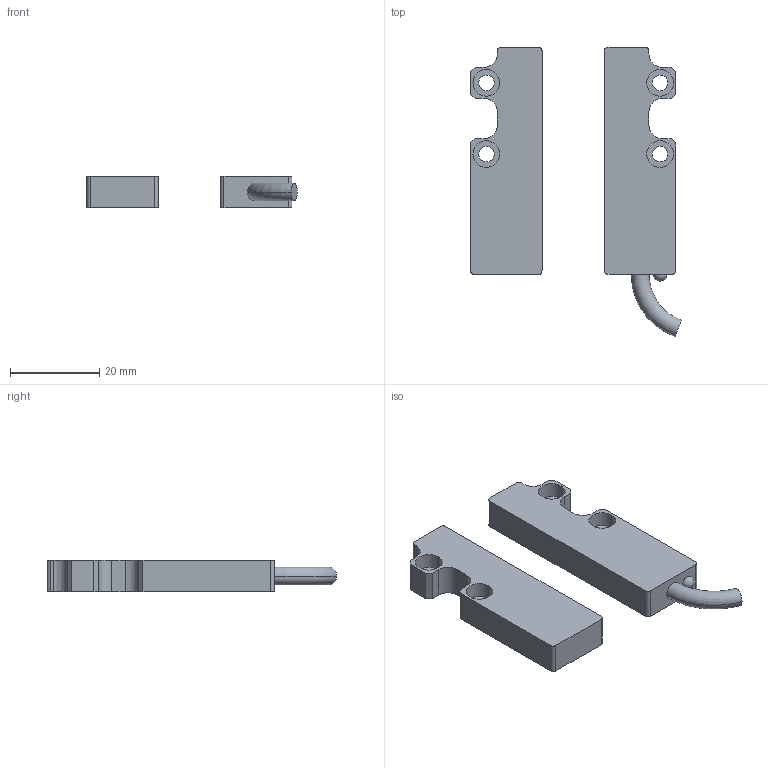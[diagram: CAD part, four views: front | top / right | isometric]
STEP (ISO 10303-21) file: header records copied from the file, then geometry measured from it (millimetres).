
FILE_DESCRIPTION(('STEP AP242'),'1');
FILE_NAME('switch_xcsdmc5902.stp','2019-07-27T14:14:30',('TraceParts'),('TraceParts S.A.'),'Spatial InterOp 3D',' ',' ');
FILE_SCHEMA(('AP242_MANAGED_MODEL_BASED_3D_ENGINEERING_MIM_LF {1 0 10303 442 1 1 4}'));
Length unit declared in the file: millimetre
Products named in the file (1): switch_xcsdmc5902_1
Bounding box: 47.24 x 65 x 7 mm (x, y, z)
Volume: 10017.3 mm3; surface area: 5447.3 mm2
Topology: 2 solids, 2 shells, 68 faces, 178 edges, 118 vertices
Faces by surface type: plane 35, cylinder 30, torus 2, sphere 1
Entity records: 2199 total; most frequent: CARTESIAN_POINT 430, DIRECTION 380, ORIENTED_EDGE 352, EDGE_CURVE 176, AXIS2_PLACEMENT_3D 136, VERTEX_POINT 118, LINE 108, VECTOR 108
